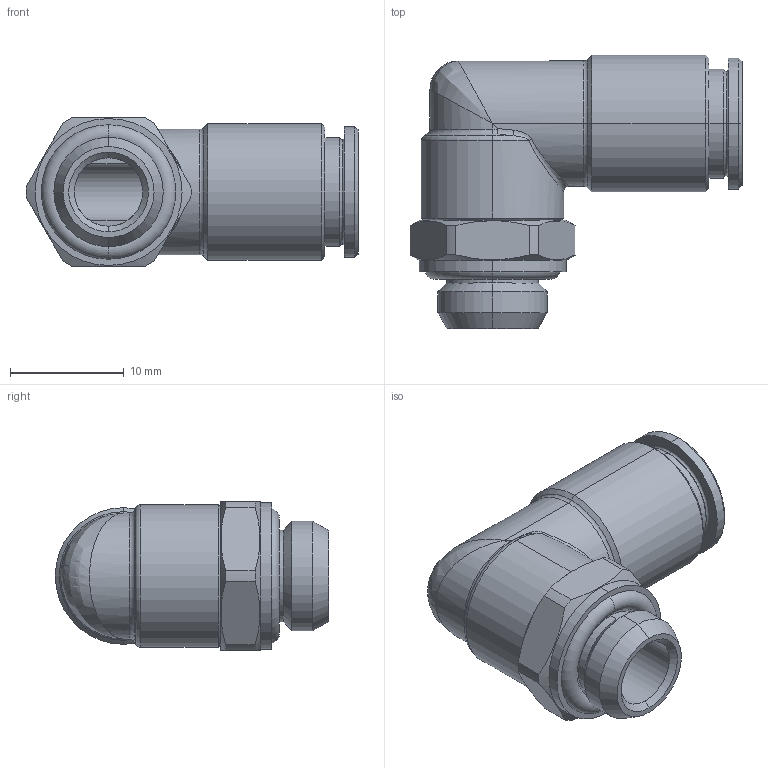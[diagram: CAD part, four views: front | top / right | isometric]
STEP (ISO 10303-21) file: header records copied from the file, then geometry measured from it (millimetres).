
FILE_DESCRIPTION (( 'STEP AP203' ), '1' );
FILE_NAME ('X0060031.STEP', '2016-12-07T08:50:06', ( '' ), ( '' ), 'SwSTEP 2.0', 'SolidWorks 2015', '' );
FILE_SCHEMA (( 'CONFIG_CONTROL_DESIGN' ));
Length unit declared in the file: millimetre
Products named in the file (1): X0060031
Bounding box: 29.15 x 24 x 13 mm (x, y, z)
Volume: 3076.1 mm3; surface area: 2489.6 mm2
Topology: 1 solids, 1 shells, 96 faces, 215 edges, 124 vertices
Faces by surface type: cylinder 33, cone 25, torus 16, plane 16, bspline 6
Entity records: 3227 total; most frequent: CARTESIAN_POINT 1048, DIRECTION 468, ORIENTED_EDGE 426, EDGE_CURVE 213, AXIS2_PLACEMENT_3D 202, VERTEX_POINT 124, CIRCLE 111, EDGE_LOOP 103
